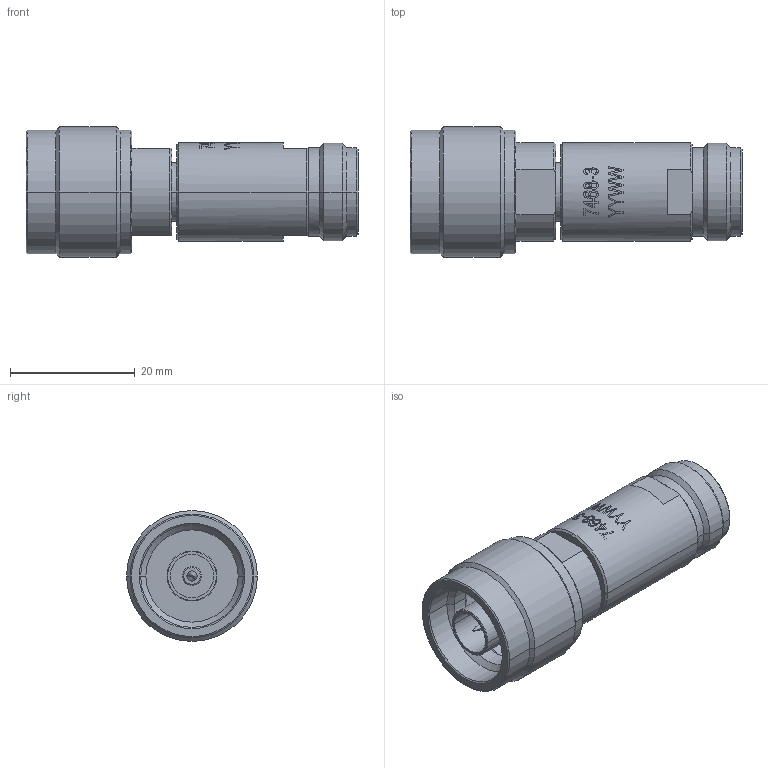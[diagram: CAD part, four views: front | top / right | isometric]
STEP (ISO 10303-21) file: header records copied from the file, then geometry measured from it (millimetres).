
FILE_DESCRIPTION (( 'STEP AP214' ), '1' );
FILE_NAME ('FMAT7468-3_3D.step', '2023-05-08T12:27:49', ( '' ), ( '' ), 'SwSTEP 2.0', 'SolidWorks 2022', '' );
FILE_SCHEMA (( 'AUTOMOTIVE_DESIGN' ));
Length unit declared in the file: inch
Products named in the file (3): FMAT7468-3_3D; FAT-NM-2^FMAT7468-3; FAT-NF-2^FMAT7468-3
Assembly tree (2 placements, depth 2):
  FMAT7468-3_3D
    FAT-NM-2^FMAT7468-3
    FAT-NF-2^FMAT7468-3
Bounding box: 53.3 x 21 x 21 mm (x, y, z)
Volume: 10302.7 mm3; surface area: 5700.8 mm2
Topology: 2 solids, 2 shells, 157 faces, 453 edges, 323 vertices
Faces by surface type: cylinder 55, cone 55, plane 39, torus 8
Entity records: 6864 total; most frequent: CARTESIAN_POINT 2492, ORIENTED_EDGE 906, DIRECTION 834, EDGE_CURVE 453, AXIS2_PLACEMENT_3D 351, VERTEX_POINT 323, CIRCLE 189, EDGE_LOOP 180
